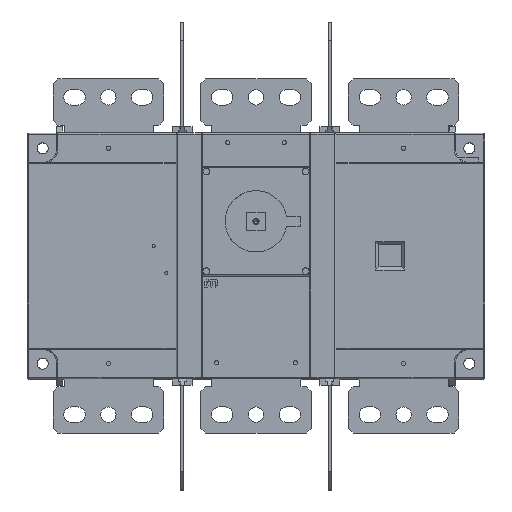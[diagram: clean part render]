
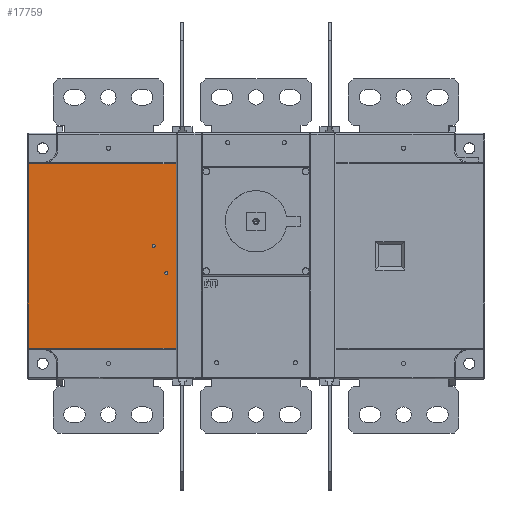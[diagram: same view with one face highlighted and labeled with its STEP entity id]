
A CAD part, top view. The second image highlights one B-rep face of the part: STEP entity #17759.
In plain terms, the highlighted planar face has unit normal (0, 0, 1).
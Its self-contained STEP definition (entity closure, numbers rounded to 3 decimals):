
#3607=DIRECTION('',(0.,1.,0.));
#3608=VECTOR('',#3607,80.);
#3609=CARTESIAN_POINT('',(-27.063,291.937,
-175.596));
#3610=LINE('',#3609,#3608);
#3621=DIRECTION('',(0.,1.,0.));
#3622=VECTOR('',#3621,63.);
#3623=CARTESIAN_POINT('',(-27.063,378.937,-175.596));
#3624=LINE('',#3623,#3622);
#7296=CARTESIAN_POINT('',(-45.213,375.037,
-175.596));
#7297=DIRECTION('',(0.,0.,1.));
#7298=DIRECTION('',(-1.,0.,0.));
#7299=AXIS2_PLACEMENT_3D('',#7296,#7297,#7298);
#7304=CARTESIAN_POINT('',(-45.213,375.037,
-175.596));
#7305=DIRECTION('',(0.,0.,1.));
#7306=DIRECTION('',(1.,0.,0.));
#7307=AXIS2_PLACEMENT_3D('',#7304,#7305,#7306);
#7312=CARTESIAN_POINT('',(-35.013,352.837,
-175.596));
#7313=DIRECTION('',(0.,0.,1.));
#7314=DIRECTION('',(-1.,0.,0.));
#7315=AXIS2_PLACEMENT_3D('',#7312,#7313,#7314);
#7320=CARTESIAN_POINT('',(-35.013,352.837,
-175.596));
#7321=DIRECTION('',(0.,0.,1.));
#7322=DIRECTION('',(1.,0.,0.));
#7323=AXIS2_PLACEMENT_3D('',#7320,#7321,#7322);
#7328=DIRECTION('',(-1.,0.,0.));
#7329=VECTOR('',#7328,120.);
#7330=CARTESIAN_POINT('',(-27.063,291.937,
-175.596));
#7331=LINE('',#7330,#7329);
#7335=DIRECTION('',(0.,1.,0.));
#7336=VECTOR('',#7335,150.);
#7337=CARTESIAN_POINT('',(-147.063,291.937,
-175.596));
#7338=LINE('',#7337,#7336);
#7342=DIRECTION('',(1.,0.,0.));
#7343=VECTOR('',#7342,120.);
#7344=CARTESIAN_POINT('',(-147.063,441.937,
-175.596));
#7345=LINE('',#7344,#7343);
#7349=DIRECTION('',(1.,0.,0.));
#7350=VECTOR('',#7349,5.);
#7351=CARTESIAN_POINT('',(-27.063,378.937,-175.596));
#7352=LINE('',#7351,#7350);
#7356=DIRECTION('',(-1.,0.,0.));
#7357=VECTOR('',#7356,5.);
#7358=CARTESIAN_POINT('',(-22.063,371.937,-175.596));
#7359=LINE('',#7358,#7357);
#7480=DIRECTION('',(0.,1.,0.));
#7481=VECTOR('',#7480,7.);
#7482=CARTESIAN_POINT('',(-22.063,371.937,-175.596));
#7483=LINE('',#7482,#7481);
#7962=CARTESIAN_POINT('',(-27.063,378.937,-175.596));
#7963=CARTESIAN_POINT('',(-22.063,378.937,-175.596));
#7964=VERTEX_POINT('',#7962);
#7965=VERTEX_POINT('',#7963);
#7966=CARTESIAN_POINT('',(-22.063,371.937,-175.596));
#7967=VERTEX_POINT('',#7966);
#7968=CARTESIAN_POINT('',(-27.063,371.937,-175.596));
#7969=VERTEX_POINT('',#7968);
#7970=CARTESIAN_POINT('',(-46.463,375.037,
-175.596));
#7971=CARTESIAN_POINT('',(-43.963,375.037,
-175.596));
#7972=VERTEX_POINT('',#7970);
#7973=VERTEX_POINT('',#7971);
#7974=CARTESIAN_POINT('',(-36.263,352.837,
-175.596));
#7975=CARTESIAN_POINT('',(-33.763,352.837,
-175.596));
#7976=VERTEX_POINT('',#7974);
#7977=VERTEX_POINT('',#7975);
#9009=CARTESIAN_POINT('',(-27.063,291.937,
-175.596));
#9010=CARTESIAN_POINT('',(-147.063,291.937,
-175.596));
#9011=VERTEX_POINT('',#9009);
#9012=VERTEX_POINT('',#9010);
#9033=CARTESIAN_POINT('',(-147.063,441.937,
-175.596));
#9034=CARTESIAN_POINT('',(-27.063,441.937,
-175.596));
#9035=VERTEX_POINT('',#9033);
#9036=VERTEX_POINT('',#9034);
#17728=CARTESIAN_POINT('',(-4.113,366.937,
-175.596));
#17729=DIRECTION('',(0.,0.,1.));
#17730=DIRECTION('',(1.,0.,0.));
#17731=AXIS2_PLACEMENT_3D('',#17728,#17729,#17730);
#17732=PLANE('',#17731);
#17734=ORIENTED_EDGE('',*,*,#17733,.T.);
#17735=ORIENTED_EDGE('',*,*,#17676,.T.);
#17736=ORIENTED_EDGE('',*,*,#17713,.T.);
#17737=ORIENTED_EDGE('',*,*,#13051,.F.);
#17739=ORIENTED_EDGE('',*,*,#17738,.T.);
#17741=ORIENTED_EDGE('',*,*,#17740,.F.);
#17743=ORIENTED_EDGE('',*,*,#17742,.T.);
#17744=ORIENTED_EDGE('',*,*,#13043,.F.);
#17745=EDGE_LOOP('',(#17734,#17735,#17736,#17737,#17739,#17741,#17743,#17744));
#17746=FACE_OUTER_BOUND('',#17745,.F.);
#17748=ORIENTED_EDGE('',*,*,#17747,.T.);
#17750=ORIENTED_EDGE('',*,*,#17749,.T.);
#17751=EDGE_LOOP('',(#17748,#17750));
#17752=FACE_BOUND('',#17751,.F.);
#17754=ORIENTED_EDGE('',*,*,#17753,.T.);
#17756=ORIENTED_EDGE('',*,*,#17755,.T.);
#17757=EDGE_LOOP('',(#17754,#17756));
#17758=FACE_BOUND('',#17757,.F.);
#7300=CIRCLE('',#7299,1.25);
#7308=CIRCLE('',#7307,1.25);
#7316=CIRCLE('',#7315,1.25);
#7324=CIRCLE('',#7323,1.25);
#13043=EDGE_CURVE('',#9011,#7969,#3610,.T.);
#13051=EDGE_CURVE('',#7964,#9036,#3624,.T.);
#17676=EDGE_CURVE('',#9012,#9035,#7338,.T.);
#17713=EDGE_CURVE('',#9035,#9036,#7345,.T.);
#17733=EDGE_CURVE('',#9011,#9012,#7331,.T.);
#17738=EDGE_CURVE('',#7964,#7965,#7352,.T.);
#17740=EDGE_CURVE('',#7967,#7965,#7483,.T.);
#17742=EDGE_CURVE('',#7967,#7969,#7359,.T.);
#17747=EDGE_CURVE('',#7976,#7977,#7316,.T.);
#17749=EDGE_CURVE('',#7977,#7976,#7324,.T.);
#17753=EDGE_CURVE('',#7972,#7973,#7300,.T.);
#17755=EDGE_CURVE('',#7973,#7972,#7308,.T.);
#17759=ADVANCED_FACE('',(#17746,#17752,#17758),#17732,.T.);
